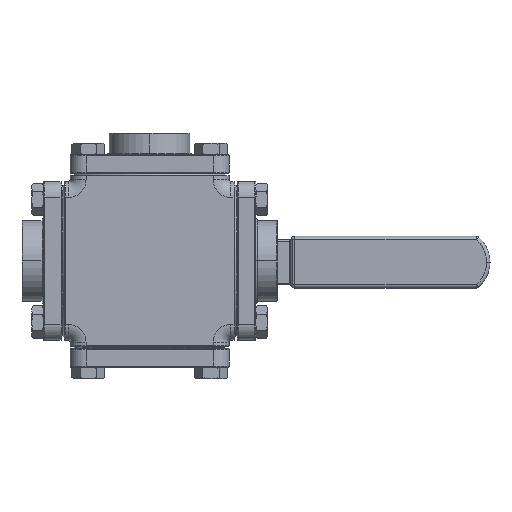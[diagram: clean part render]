
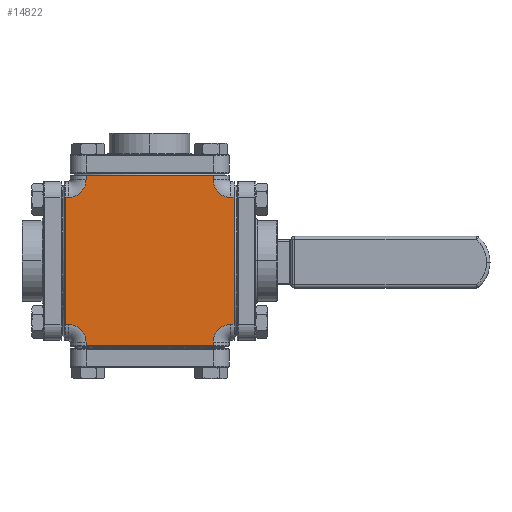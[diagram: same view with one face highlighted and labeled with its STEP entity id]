
A CAD part, front view. The second image highlights one B-rep face of the part: STEP entity #14822.
In plain terms, the highlighted planar face has unit normal (0, -1, 0).
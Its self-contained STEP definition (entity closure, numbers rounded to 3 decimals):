
#1482 = CARTESIAN_POINT ( 'NONE',  ( -47.6, -47.25, 38.1 ) ) ;
#1486 = DIRECTION ( 'NONE',  ( 0., 0., -1. ) ) ;
#1490 = DIRECTION ( 'NONE',  ( -1., 0., 0. ) ) ;
#1491 = CARTESIAN_POINT ( 'NONE',  ( -38.1, -47.25, -51.1 ) ) ;
#1492 = CARTESIAN_POINT ( 'NONE',  ( -48.6, -47.25, 48.6 ) ) ;
#1493 = DIRECTION ( 'NONE',  ( 0., 1., 0. ) ) ;
#1494 = DIRECTION ( 'NONE',  ( 0., 0., 1. ) ) ;
#1495 = CARTESIAN_POINT ( 'NONE',  ( 38.1, -47.25, -51.1 ) ) ;
#1496 = DIRECTION ( 'NONE',  ( 0., 0., 1. ) ) ;
#1497 = CARTESIAN_POINT ( 'NONE',  ( 38.1, -47.25, -51.1 ) ) ;
#1498 = DIRECTION ( 'NONE',  ( 0., 0., 1. ) ) ;
#1499 = CARTESIAN_POINT ( 'NONE',  ( 48.6, -47.25, 48.6 ) ) ;
#1500 = DIRECTION ( 'NONE',  ( 0., 1., 0. ) ) ;
#1501 = DIRECTION ( 'NONE',  ( 0., 0., 1. ) ) ;
#1502 = CARTESIAN_POINT ( 'NONE',  ( 50.6, -47.25, -51.1 ) ) ;
#1503 = DIRECTION ( 'NONE',  ( 0., 0., 1. ) ) ;
#1504 = CARTESIAN_POINT ( 'NONE',  ( -47.6, -47.25, -38.1 ) ) ;
#1505 = DIRECTION ( 'NONE',  ( 1., 0., 0. ) ) ;
#1506 = CARTESIAN_POINT ( 'NONE',  ( -47.6, -47.25, -38.1 ) ) ;
#1507 = DIRECTION ( 'NONE',  ( 1., 0., 0. ) ) ;
#1508 = CARTESIAN_POINT ( 'NONE',  ( 48.6, -47.25, -48.6 ) ) ;
#1509 = DIRECTION ( 'NONE',  ( 0., 1., 0. ) ) ;
#1510 = DIRECTION ( 'NONE',  ( 0., 0., 1. ) ) ;
#1511 = CARTESIAN_POINT ( 'NONE',  ( -47.6, -47.25, -50.6 ) ) ;
#1512 = DIRECTION ( 'NONE',  ( 1., 0., 0. ) ) ;
#1513 = CARTESIAN_POINT ( 'NONE',  ( -38.1, -47.25, -51.1 ) ) ;
#1514 = DIRECTION ( 'NONE',  ( 0., 0., -1. ) ) ;
#1517 = CARTESIAN_POINT ( 'NONE',  ( -48.6, -47.25, -48.6 ) ) ;
#1518 = DIRECTION ( 'NONE',  ( 0., 1., 0. ) ) ;
#1519 = DIRECTION ( 'NONE',  ( 0., 0., 1. ) ) ;
#1520 = CARTESIAN_POINT ( 'NONE',  ( -50.6, -47.25, -51.1 ) ) ;
#1521 = DIRECTION ( 'NONE',  ( 0., 0., -1. ) ) ;
#1522 = CARTESIAN_POINT ( 'NONE',  ( -47.6, -47.25, 38.1 ) ) ;
#1523 = DIRECTION ( 'NONE',  ( -1., 0., 0. ) ) ;
#2590 = LINE ( 'NONE', #1491, #2594 ) ;
#2591 = CIRCLE ( 'NONE', #5437, 10.5 ) ;
#2593 = LINE ( 'NONE', #1495, #2596 ) ;
#2594 = VECTOR ( 'NONE', #1486, 1000. ) ;
#2595 = CIRCLE ( 'NONE', #5438, 10.5 ) ;
#2596 = VECTOR ( 'NONE', #1496, 1000. ) ;
#2597 = LINE ( 'NONE', #1482, #2599 ) ;
#2598 = LINE ( 'NONE', #1502, #2601 ) ;
#2599 = VECTOR ( 'NONE', #1490, 1000. ) ;
#2600 = LINE ( 'NONE', #1504, #2603 ) ;
#2601 = VECTOR ( 'NONE', #1503, 1000. ) ;
#2602 = CIRCLE ( 'NONE', #5439, 10.5 ) ;
#2603 = VECTOR ( 'NONE', #1505, 1000. ) ;
#2604 = LINE ( 'NONE', #1497, #2606 ) ;
#2605 = LINE ( 'NONE', #1511, #2608 ) ;
#2606 = VECTOR ( 'NONE', #1498, 1000. ) ;
#2607 = LINE ( 'NONE', #1513, #2610 ) ;
#2608 = VECTOR ( 'NONE', #1512, 1000. ) ;
#2609 = CIRCLE ( 'NONE', #5440, 10.5 ) ;
#2610 = VECTOR ( 'NONE', #1514, 1000. ) ;
#2611 = LINE ( 'NONE', #1506, #2613 ) ;
#2612 = LINE ( 'NONE', #1520, #2615 ) ;
#2613 = VECTOR ( 'NONE', #1507, 1000. ) ;
#2614 = LINE ( 'NONE', #1522, #2617 ) ;
#2615 = VECTOR ( 'NONE', #1521, 1000. ) ;
#2617 = VECTOR ( 'NONE', #1523, 1000. ) ;
#3338 = DIRECTION ( 'NONE',  ( 0., 0., 1. ) ) ;
#3339 = DIRECTION ( 'NONE',  ( 0., 1., 0. ) ) ;
#3341 = PLANE ( 'NONE',  #28504 ) ;
#3342 = CARTESIAN_POINT ( 'NONE',  ( -47.6, -47.25, -51.1 ) ) ;
#5437 = AXIS2_PLACEMENT_3D ( 'NONE', #1492, #1493, #1494 ) ;
#5438 = AXIS2_PLACEMENT_3D ( 'NONE', #1499, #1500, #1501 ) ;
#5439 = AXIS2_PLACEMENT_3D ( 'NONE', #1508, #1509, #1510 ) ;
#5440 = AXIS2_PLACEMENT_3D ( 'NONE', #1517, #1518, #1519 ) ;
#6290 = EDGE_CURVE ( 'NONE', #9527, #9528, #24394, .T. ) ;
#9346 = VERTEX_POINT ( 'NONE', #18627 ) ;
#9349 = VERTEX_POINT ( 'NONE', #18607 ) ;
#9354 = VERTEX_POINT ( 'NONE', #18616 ) ;
#9363 = VERTEX_POINT ( 'NONE', #18573 ) ;
#9370 = VERTEX_POINT ( 'NONE', #18567 ) ;
#9376 = VERTEX_POINT ( 'NONE', #18428 ) ;
#9385 = VERTEX_POINT ( 'NONE', #18489 ) ;
#9389 = VERTEX_POINT ( 'NONE', #18642 ) ;
#9391 = VERTEX_POINT ( 'NONE', #18446 ) ;
#9402 = VERTEX_POINT ( 'NONE', #18478 ) ;
#9527 = VERTEX_POINT ( 'NONE', #18405 ) ;
#9528 = VERTEX_POINT ( 'NONE', #18403 ) ;
#9535 = VERTEX_POINT ( 'NONE', #18391 ) ;
#9545 = VERTEX_POINT ( 'NONE', #18367 ) ;
#9551 = VERTEX_POINT ( 'NONE', #18354 ) ;
#9553 = VERTEX_POINT ( 'NONE', #18351 ) ;
#11172 = DIRECTION ( 'NONE',  ( 1., 0., 0. ) ) ;
#12231 = CARTESIAN_POINT ( 'NONE',  ( 47.6, -47.25, 51.1 ) ) ;
#14822 = ADVANCED_FACE ( 'NONE', ( #22904 ), #3341, .F. ) ;
#18351 = CARTESIAN_POINT ( 'NONE',  ( -50.6, -47.25, 38.1 ) ) ;
#18354 = CARTESIAN_POINT ( 'NONE',  ( 38.1, -47.25, 48.6 ) ) ;
#18367 = CARTESIAN_POINT ( 'NONE',  ( 38.1, -47.25, -48.6 ) ) ;
#18391 = CARTESIAN_POINT ( 'NONE',  ( 50.6, -47.25, 38.1 ) ) ;
#18403 = CARTESIAN_POINT ( 'NONE',  ( 38.1, -47.25, 51.1 ) ) ;
#18405 = CARTESIAN_POINT ( 'NONE',  ( -38.1, -47.25, 51.1 ) ) ;
#18428 = CARTESIAN_POINT ( 'NONE',  ( 48.6, -47.25, 38.1 ) ) ;
#18446 = CARTESIAN_POINT ( 'NONE',  ( 48.6, -47.25, -38.1 ) ) ;
#18478 = CARTESIAN_POINT ( 'NONE',  ( -38.1, -47.25, -48.6 ) ) ;
#18489 = CARTESIAN_POINT ( 'NONE',  ( -48.6, -47.25, -38.1 ) ) ;
#18567 = CARTESIAN_POINT ( 'NONE',  ( 50.6, -47.25, -38.1 ) ) ;
#18573 = CARTESIAN_POINT ( 'NONE',  ( -38.1, -47.25, 48.6 ) ) ;
#18607 = CARTESIAN_POINT ( 'NONE',  ( -38.1, -47.25, -50.6 ) ) ;
#18616 = CARTESIAN_POINT ( 'NONE',  ( -50.6, -47.25, -38.1 ) ) ;
#18627 = CARTESIAN_POINT ( 'NONE',  ( -48.6, -47.25, 38.1 ) ) ;
#18642 = CARTESIAN_POINT ( 'NONE',  ( 38.1, -47.25, -50.6 ) ) ;
#22391 = EDGE_CURVE ( 'NONE', #9363, #9346, #2591, .T. ) ;
#22392 = EDGE_CURVE ( 'NONE', #9527, #9363, #2590, .T. ) ;
#22393 = EDGE_CURVE ( 'NONE', #9551, #9528, #2593, .T. ) ;
#22394 = EDGE_CURVE ( 'NONE', #9376, #9551, #2595, .T. ) ;
#22395 = EDGE_CURVE ( 'NONE', #9535, #9376, #2597, .T. ) ;
#22396 = EDGE_CURVE ( 'NONE', #9370, #9535, #2598, .T. ) ;
#22397 = EDGE_CURVE ( 'NONE', #9391, #9370, #2600, .T. ) ;
#22398 = EDGE_CURVE ( 'NONE', #9545, #9391, #2602, .T. ) ;
#22399 = EDGE_CURVE ( 'NONE', #9389, #9545, #2604, .T. ) ;
#22400 = EDGE_CURVE ( 'NONE', #9349, #9389, #2605, .T. ) ;
#22401 = EDGE_CURVE ( 'NONE', #9402, #9349, #2607, .T. ) ;
#22402 = EDGE_CURVE ( 'NONE', #9385, #9402, #2609, .T. ) ;
#22403 = EDGE_CURVE ( 'NONE', #9354, #9385, #2611, .T. ) ;
#22404 = EDGE_CURVE ( 'NONE', #9553, #9354, #2612, .T. ) ;
#22405 = EDGE_CURVE ( 'NONE', #9346, #9553, #2614, .T. ) ;
#22904 = FACE_OUTER_BOUND ( 'NONE', #25337, .T. ) ;
#24394 = LINE ( 'NONE', #12231, #24399 ) ;
#24399 = VECTOR ( 'NONE', #11172, 1000. ) ;
#25337 = EDGE_LOOP ( 'NONE', ( #27351, #27369, #27371, #27361, #27384, #27381, #27383, #27386, #27385, #27378, #27390, #27387, #27388, #27389, #27392, #27393 ) ) ;
#27351 = ORIENTED_EDGE ( 'NONE', *, *, #22405, .T. ) ;
#27361 = ORIENTED_EDGE ( 'NONE', *, *, #22402, .T. ) ;
#27369 = ORIENTED_EDGE ( 'NONE', *, *, #22404, .T. ) ;
#27371 = ORIENTED_EDGE ( 'NONE', *, *, #22403, .T. ) ;
#27378 = ORIENTED_EDGE ( 'NONE', *, *, #22396, .T. ) ;
#27381 = ORIENTED_EDGE ( 'NONE', *, *, #22400, .T. ) ;
#27383 = ORIENTED_EDGE ( 'NONE', *, *, #22399, .T. ) ;
#27384 = ORIENTED_EDGE ( 'NONE', *, *, #22401, .T. ) ;
#27385 = ORIENTED_EDGE ( 'NONE', *, *, #22397, .T. ) ;
#27386 = ORIENTED_EDGE ( 'NONE', *, *, #22398, .T. ) ;
#27387 = ORIENTED_EDGE ( 'NONE', *, *, #22394, .T. ) ;
#27388 = ORIENTED_EDGE ( 'NONE', *, *, #22393, .T. ) ;
#27389 = ORIENTED_EDGE ( 'NONE', *, *, #6290, .F. ) ;
#27390 = ORIENTED_EDGE ( 'NONE', *, *, #22395, .T. ) ;
#27392 = ORIENTED_EDGE ( 'NONE', *, *, #22392, .T. ) ;
#27393 = ORIENTED_EDGE ( 'NONE', *, *, #22391, .T. ) ;
#28504 = AXIS2_PLACEMENT_3D ( 'NONE', #3342, #3339, #3338 ) ;
